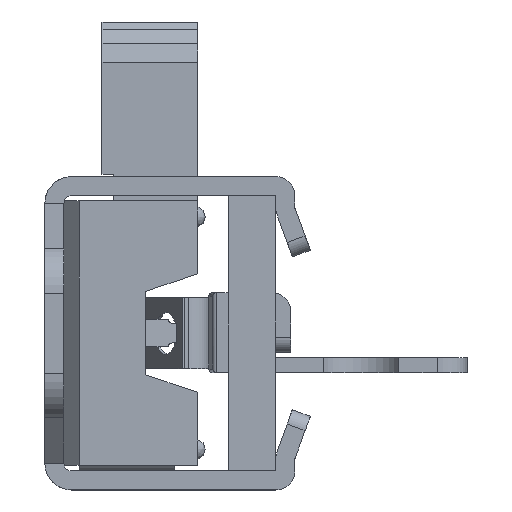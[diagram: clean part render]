
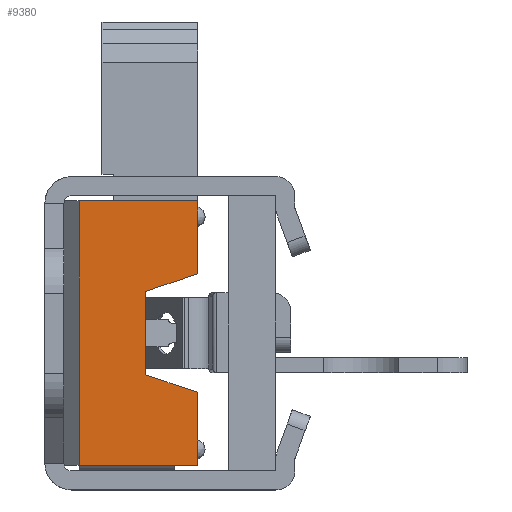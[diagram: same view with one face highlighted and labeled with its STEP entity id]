
A CAD part, left-side view. The second image highlights one B-rep face of the part: STEP entity #9380.
In plain terms, the highlighted planar face has unit normal (-1, 0, 0).
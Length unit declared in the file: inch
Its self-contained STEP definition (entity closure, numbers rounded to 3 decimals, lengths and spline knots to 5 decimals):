
#621=FACE_OUTER_BOUND('',#1101,.T.);
#1101=EDGE_LOOP('',(#8221,#8222,#8223,#8224,#8225,#8226,#8227,#8228));
#2164=LINE('',#14424,#3209);
#2173=LINE('',#14443,#3218);
#2177=LINE('',#14451,#3222);
#2343=LINE('',#15066,#3388);
#2348=LINE('',#15084,#3393);
#2352=LINE('',#15091,#3397);
#2355=LINE('',#15096,#3400);
#2403=LINE('',#15200,#3448);
#3209=VECTOR('',#11832,0.3937);
#3218=VECTOR('',#11847,0.3937);
#3222=VECTOR('',#11853,0.3937);
#3388=VECTOR('',#12347,0.3937);
#3393=VECTOR('',#12368,0.3937);
#3397=VECTOR('',#12374,0.3937);
#3400=VECTOR('',#12381,0.3937);
#3448=VECTOR('',#12481,0.3937);
#4109=VERTEX_POINT('',#14421);
#4110=VERTEX_POINT('',#14423);
#4117=VERTEX_POINT('',#14441);
#4120=VERTEX_POINT('',#14449);
#4272=VERTEX_POINT('',#15063);
#4273=VERTEX_POINT('',#15065);
#4278=VERTEX_POINT('',#15083);
#4280=VERTEX_POINT('',#15089);
#5293=EDGE_CURVE('',#4110,#4109,#2164,.T.);
#5302=EDGE_CURVE('',#4117,#4109,#2173,.T.);
#5306=EDGE_CURVE('',#4117,#4120,#2177,.T.);
#5550=EDGE_CURVE('',#4273,#4272,#2343,.T.);
#5558=EDGE_CURVE('',#4278,#4273,#2348,.T.);
#5562=EDGE_CURVE('',#4272,#4280,#2352,.T.);
#5565=EDGE_CURVE('',#4278,#4120,#2355,.T.);
#5616=EDGE_CURVE('',#4110,#4280,#2403,.T.);
#8221=ORIENTED_EDGE('',*,*,#5302,.F.);
#8222=ORIENTED_EDGE('',*,*,#5306,.T.);
#8223=ORIENTED_EDGE('',*,*,#5565,.F.);
#8224=ORIENTED_EDGE('',*,*,#5558,.T.);
#8225=ORIENTED_EDGE('',*,*,#5550,.T.);
#8226=ORIENTED_EDGE('',*,*,#5562,.T.);
#8227=ORIENTED_EDGE('',*,*,#5616,.F.);
#8228=ORIENTED_EDGE('',*,*,#5293,.T.);
#8529=PLANE('',#10080);
#9380=ADVANCED_FACE('',(#621),#8529,.T.);
#10080=AXIS2_PLACEMENT_3D('',#15201,#12482,#12483);
#11832=DIRECTION('',(0.,1.,0.));
#11847=DIRECTION('',(0.,0.,1.));
#11853=DIRECTION('',(0.,-1.,0.));
#12347=DIRECTION('',(0.,0.,1.));
#12368=DIRECTION('',(0.,0.947,0.32));
#12374=DIRECTION('',(0.,-0.947,0.32));
#12381=DIRECTION('',(0.,0.,-1.));
#12481=DIRECTION('',(0.,0.,-1.));
#12482=DIRECTION('center_axis',(-1.,0.,0.));
#12483=DIRECTION('ref_axis',(0.,0.,
1.));
#14421=CARTESIAN_POINT('',(0.96507,-0.04525,0.29462));
#14423=CARTESIAN_POINT('',(0.96507,-0.20025,0.29462));
#14424=CARTESIAN_POINT('',(0.96507,-0.20025,0.29462));
#14441=CARTESIAN_POINT('',(0.96507,-0.04525,-0.05138));
#14443=CARTESIAN_POINT('',(0.96507,-0.04525,0.12162));
#14449=CARTESIAN_POINT('',(0.96507,-0.20025,-0.05138));
#14451=CARTESIAN_POINT('',(0.96507,-0.20025,-0.05138));
#15063=CARTESIAN_POINT('',(0.96507,-0.13225,0.17612));
#15065=CARTESIAN_POINT('',(0.96507,-0.13225,0.06712));
#15066=CARTESIAN_POINT('',(0.96507,-0.13225,0.14887));
#15083=CARTESIAN_POINT('',(0.96507,-0.20025,0.04412));
#15084=CARTESIAN_POINT('',(0.96507,-0.15449,0.0596));
#15089=CARTESIAN_POINT('',(0.96507,-0.20025,0.19912));
#15091=CARTESIAN_POINT('',(0.96507,-0.18849,0.19515));
#15096=CARTESIAN_POINT('',(0.96507,-0.20025,0.12162));
#15200=CARTESIAN_POINT('',(0.96507,-0.20025,0.12162));
#15201=CARTESIAN_POINT('Origin',(0.96507,-0.20025,0.12162));
